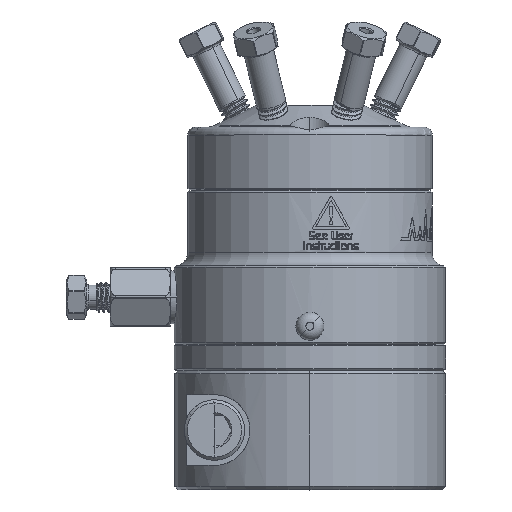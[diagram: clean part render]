
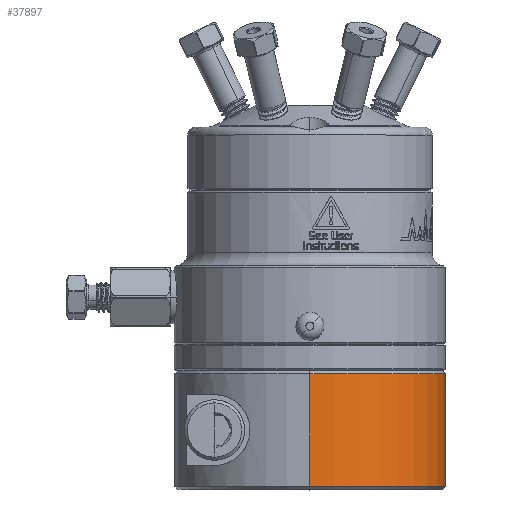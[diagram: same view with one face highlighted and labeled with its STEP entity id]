
A CAD part, top view. The second image highlights one B-rep face of the part: STEP entity #37897.
In plain terms, the highlighted cylindrical face has radius 21.399 mm (diameter 42.799 mm), a partial arc.
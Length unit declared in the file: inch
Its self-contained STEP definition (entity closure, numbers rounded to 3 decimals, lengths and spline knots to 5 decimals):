
#168 = CARTESIAN_POINT ( 'NONE',  ( 0., -0.8835, 0.8425 ) ) ;
#244 = LINE ( 'NONE', #16400, #31418 ) ;
#838 = CYLINDRICAL_SURFACE ( 'NONE', #49416, 0.8425 ) ;
#974 = EDGE_CURVE ( 'NONE', #7059, #3863, #4732, .T. ) ;
#3863 = VERTEX_POINT ( 'NONE', #34063 ) ;
#4732 = CIRCLE ( 'NONE', #28448, 0.8425 ) ;
#6545 = EDGE_CURVE ( 'NONE', #14393, #50141, #34648, .T. ) ;
#7059 = VERTEX_POINT ( 'NONE', #38706 ) ;
#7309 = ORIENTED_EDGE ( 'NONE', *, *, #6545, .T. ) ;
#9625 = DIRECTION ( 'NONE',  ( 0., -1., 0. ) ) ;
#12748 = DIRECTION ( 'NONE',  ( 0., 0., 1. ) ) ;
#13089 = CARTESIAN_POINT ( 'NONE',  ( 0., -0.1835, 0. ) ) ;
#13864 = DIRECTION ( 'NONE',  ( 0., 0., -1. ) ) ;
#14393 = VERTEX_POINT ( 'NONE', #168 ) ;
#14925 = EDGE_LOOP ( 'NONE', ( #16029, #40912, #29974, #7309 ) ) ;
#16029 = ORIENTED_EDGE ( 'NONE', *, *, #41587, .F. ) ;
#16400 = CARTESIAN_POINT ( 'NONE',  ( 0., -0.1635, 0.8425 ) ) ;
#16901 = CARTESIAN_POINT ( 'NONE',  ( 0., -0.8835, -0.8425 ) ) ;
#19953 = CARTESIAN_POINT ( 'NONE',  ( 0., -0.8835, 0. ) ) ;
#23162 = DIRECTION ( 'NONE',  ( 0., 1., 0. ) ) ;
#26069 = DIRECTION ( 'NONE',  ( 0., -1., 0. ) ) ;
#28448 = AXIS2_PLACEMENT_3D ( 'NONE', #13089, #26069, #13864 ) ;
#29770 = LINE ( 'NONE', #45949, #34201 ) ;
#29974 = ORIENTED_EDGE ( 'NONE', *, *, #52012, .T. ) ;
#31418 = VECTOR ( 'NONE', #44783, 39.37008 ) ;
#32639 = FACE_OUTER_BOUND ( 'NONE', #14925, .T. ) ;
#34063 = CARTESIAN_POINT ( 'NONE',  ( 0., -0.1835, 0.8425 ) ) ;
#34201 = VECTOR ( 'NONE', #9625, 39.37008 ) ;
#34648 = CIRCLE ( 'NONE', #50755, 0.8425 ) ;
#36136 = DIRECTION ( 'NONE',  ( 0., 0., -1. ) ) ;
#37897 = ADVANCED_FACE ( 'NONE', ( #32639 ), #838, .T. ) ;
#38706 = CARTESIAN_POINT ( 'NONE',  ( 0., -0.1835, -0.8425 ) ) ;
#40912 = ORIENTED_EDGE ( 'NONE', *, *, #974, .T. ) ;
#41587 = EDGE_CURVE ( 'NONE', #7059, #50141, #29770, .T. ) ;
#41647 = CARTESIAN_POINT ( 'NONE',  ( 0., -0.1635, 0. ) ) ;
#44783 = DIRECTION ( 'NONE',  ( 0., -1., 0. ) ) ;
#45377 = DIRECTION ( 'NONE',  ( 0., -1., 0. ) ) ;
#45949 = CARTESIAN_POINT ( 'NONE',  ( 0., -0.1635, -0.8425 ) ) ;
#49416 = AXIS2_PLACEMENT_3D ( 'NONE', #41647, #45377, #12748 ) ;
#50141 = VERTEX_POINT ( 'NONE', #16901 ) ;
#50755 = AXIS2_PLACEMENT_3D ( 'NONE', #19953, #23162, #36136 ) ;
#52012 = EDGE_CURVE ( 'NONE', #3863, #14393, #244, .T. ) ;
